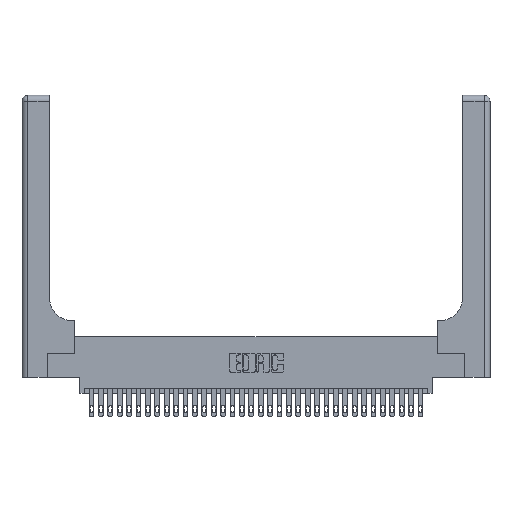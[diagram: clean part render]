
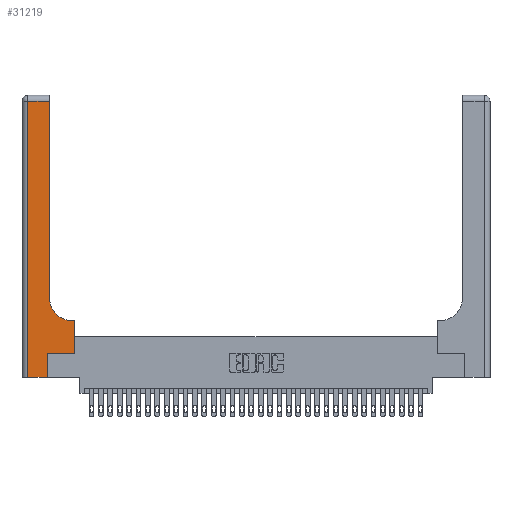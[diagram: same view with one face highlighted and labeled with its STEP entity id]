
A CAD part, top view. The second image highlights one B-rep face of the part: STEP entity #31219.
In plain terms, the highlighted planar face has unit normal (0, 0, 1).
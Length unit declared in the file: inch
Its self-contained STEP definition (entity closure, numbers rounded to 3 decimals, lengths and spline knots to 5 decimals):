
#773 = EDGE_CURVE ( 'NONE', #27740, #29853, #31419, .T. ) ;
#2183 = CIRCLE ( 'NONE', #12993, 0.25 ) ;
#2476 = EDGE_CURVE ( 'NONE', #19837, #23070, #19171, .T. ) ;
#2537 = DIRECTION ( 'NONE',  ( -1., 0., 0. ) ) ;
#2789 = ORIENTED_EDGE ( 'NONE', *, *, #773, .T. ) ;
#3182 = AXIS2_PLACEMENT_3D ( 'NONE', #7640, #15287, #2537 ) ;
#3629 = CARTESIAN_POINT ( 'NONE',  ( 0.5415, 0.85, 0.37 ) ) ;
#3969 = DIRECTION ( 'NONE',  ( 1., 0., 0. ) ) ;
#4112 = DIRECTION ( 'NONE',  ( 0., 1., 0. ) ) ;
#5206 = ORIENTED_EDGE ( 'NONE', *, *, #5667, .T. ) ;
#5569 = VECTOR ( 'NONE', #4112, 39.37008 ) ;
#5667 = EDGE_CURVE ( 'NONE', #8921, #18273, #27303, .T. ) ;
#6137 = VECTOR ( 'NONE', #25040, 39.37008 ) ;
#7083 = LINE ( 'NONE', #14601, #14473 ) ;
#7345 = VECTOR ( 'NONE', #16254, 39.37008 ) ;
#7640 = CARTESIAN_POINT ( 'NONE',  ( 0., 3., 0.37 ) ) ;
#8004 = EDGE_CURVE ( 'NONE', #29853, #30198, #2183, .T. ) ;
#8082 = CARTESIAN_POINT ( 'NONE',  ( 0.2915, 3., 0.37 ) ) ;
#8252 = VERTEX_POINT ( 'NONE', #12578 ) ;
#8253 = EDGE_LOOP ( 'NONE', ( #19866, #8708, #5206, #26388, #34134, #9636, #26073, #2789, #32163 ) ) ;
#8552 = CARTESIAN_POINT ( 'NONE',  ( 0.06, 2.94, 0.37 ) ) ;
#8708 = ORIENTED_EDGE ( 'NONE', *, *, #29579, .T. ) ;
#8912 = CARTESIAN_POINT ( 'NONE',  ( 0.06, 0., 0.37 ) ) ;
#8921 = VERTEX_POINT ( 'NONE', #8552 ) ;
#8957 = DIRECTION ( 'NONE',  ( 0., 0., -1. ) ) ;
#9151 = CARTESIAN_POINT ( 'NONE',  ( 0.2915, 0.85, 0.37 ) ) ;
#9636 = ORIENTED_EDGE ( 'NONE', *, *, #2476, .T. ) ;
#11634 = CARTESIAN_POINT ( 'NONE',  ( 0., 0., 0.37 ) ) ;
#12197 = VECTOR ( 'NONE', #24886, 39.37008 ) ;
#12578 = CARTESIAN_POINT ( 'NONE',  ( 0.2915, 2.94, 0.37 ) ) ;
#12610 = LINE ( 'NONE', #20043, #5569 ) ;
#12993 = AXIS2_PLACEMENT_3D ( 'NONE', #3629, #8957, #3969 ) ;
#13138 = LINE ( 'NONE', #8082, #7345 ) ;
#14473 = VECTOR ( 'NONE', #33412, 39.37008 ) ;
#14601 = CARTESIAN_POINT ( 'NONE',  ( 0., 2.94, 0.37 ) ) ;
#15093 = EDGE_CURVE ( 'NONE', #23070, #27740, #29540, .T. ) ;
#15287 = DIRECTION ( 'NONE',  ( 0., 0., -1. ) ) ;
#16254 = DIRECTION ( 'NONE',  ( 0., 1., 0. ) ) ;
#17510 = VECTOR ( 'NONE', #20202, 39.37008 ) ;
#18143 = LINE ( 'NONE', #11634, #6137 ) ;
#18273 = VERTEX_POINT ( 'NONE', #8912 ) ;
#18347 = CARTESIAN_POINT ( 'NONE',  ( 0.5585, 0.25, 0.37 ) ) ;
#19171 = LINE ( 'NONE', #19537, #12197 ) ;
#19537 = CARTESIAN_POINT ( 'NONE',  ( 0.269, 0.25, 0.37 ) ) ;
#19754 = CARTESIAN_POINT ( 'NONE',  ( 0.269, 0., 0.37 ) ) ;
#19837 = VERTEX_POINT ( 'NONE', #29237 ) ;
#19866 = ORIENTED_EDGE ( 'NONE', *, *, #31351, .T. ) ;
#20043 = CARTESIAN_POINT ( 'NONE',  ( 0.269, 0., 0.37 ) ) ;
#20071 = CARTESIAN_POINT ( 'NONE',  ( 0.06, 3., 0.37 ) ) ;
#20202 = DIRECTION ( 'NONE',  ( 0., 1., 0. ) ) ;
#20449 = DIRECTION ( 'NONE',  ( -1., 0., 0. ) ) ;
#20692 = PLANE ( 'NONE',  #3182 ) ;
#23070 = VERTEX_POINT ( 'NONE', #18347 ) ;
#23513 = CARTESIAN_POINT ( 'NONE',  ( 0.2915, 0.6, 0.37 ) ) ;
#24886 = DIRECTION ( 'NONE',  ( 1., 0., 0. ) ) ;
#25040 = DIRECTION ( 'NONE',  ( 1., 0., 0. ) ) ;
#25605 = CARTESIAN_POINT ( 'NONE',  ( 0.5585, 0.6, 0.37 ) ) ;
#26073 = ORIENTED_EDGE ( 'NONE', *, *, #15093, .T. ) ;
#26099 = DIRECTION ( 'NONE',  ( 0., -1., 0. ) ) ;
#26388 = ORIENTED_EDGE ( 'NONE', *, *, #33918, .T. ) ;
#26882 = EDGE_CURVE ( 'NONE', #32840, #19837, #12610, .T. ) ;
#27303 = LINE ( 'NONE', #20071, #32325 ) ;
#27740 = VERTEX_POINT ( 'NONE', #25605 ) ;
#28967 = CARTESIAN_POINT ( 'NONE',  ( 0.5415, 0.6, 0.37 ) ) ;
#29237 = CARTESIAN_POINT ( 'NONE',  ( 0.269, 0.25, 0.37 ) ) ;
#29540 = LINE ( 'NONE', #33117, #17510 ) ;
#29579 = EDGE_CURVE ( 'NONE', #8252, #8921, #7083, .T. ) ;
#29853 = VERTEX_POINT ( 'NONE', #28967 ) ;
#30198 = VERTEX_POINT ( 'NONE', #9151 ) ;
#31219 = ADVANCED_FACE ( 'NONE', ( #31792 ), #20692, .F. ) ;
#31351 = EDGE_CURVE ( 'NONE', #30198, #8252, #13138, .T. ) ;
#31419 = LINE ( 'NONE', #23513, #32424 ) ;
#31792 = FACE_OUTER_BOUND ( 'NONE', #8253, .T. ) ;
#32163 = ORIENTED_EDGE ( 'NONE', *, *, #8004, .T. ) ;
#32325 = VECTOR ( 'NONE', #26099, 39.37008 ) ;
#32424 = VECTOR ( 'NONE', #20449, 39.37008 ) ;
#32840 = VERTEX_POINT ( 'NONE', #19754 ) ;
#33117 = CARTESIAN_POINT ( 'NONE',  ( 0.5585, 0.25, 0.37 ) ) ;
#33412 = DIRECTION ( 'NONE',  ( -1., 0., 0. ) ) ;
#33918 = EDGE_CURVE ( 'NONE', #18273, #32840, #18143, .T. ) ;
#34134 = ORIENTED_EDGE ( 'NONE', *, *, #26882, .T. ) ;
